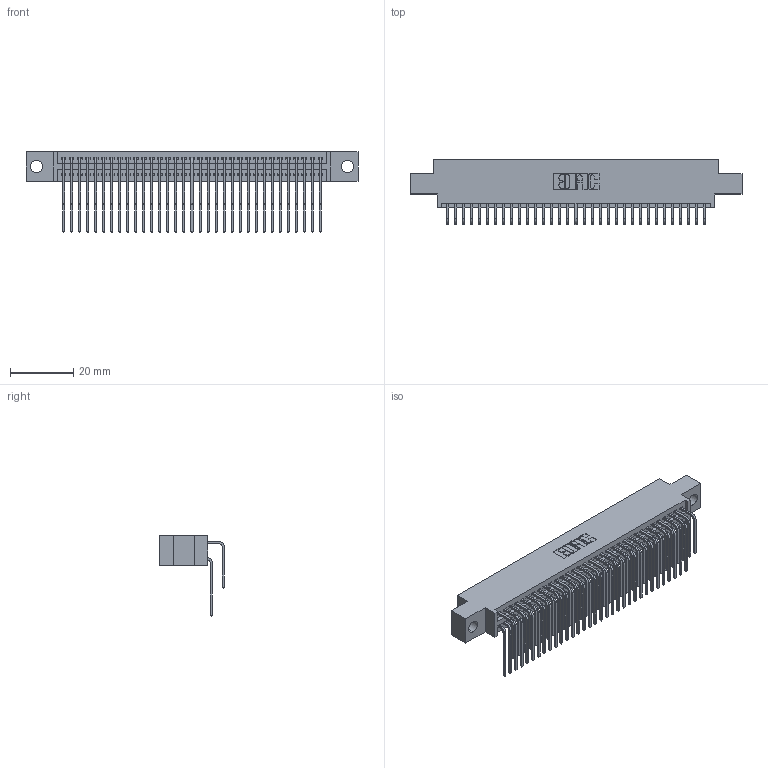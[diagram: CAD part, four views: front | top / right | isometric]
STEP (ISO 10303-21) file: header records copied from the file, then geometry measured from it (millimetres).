
FILE_DESCRIPTION (( 'STEP AP203' ), '1' );
FILE_NAME ('395-066-559-804.STEP', '2021-06-17T03:43:31', ( '' ), ( '' ), 'SwSTEP 2.0', 'SolidWorks 2020', '' );
FILE_SCHEMA (( 'CONFIG_CONTROL_DESIGN' ));
Length unit declared in the file: inch
Products named in the file (4): 345-292-001_559 Tail - 2; 345 Part_0.170 Offset - 0.156 Dia-TI; 345-292-001_558 559 Tail - 1; 395-066-559-804
Assembly tree (67 placements, depth 2):
  395-066-559-804
    345 Part_0.170 Offset - 0.156 Dia-TI
    345-292-001_558 559 Tail - 1  x33
    345-292-001_559 Tail - 2  x33
Bounding box: 105.03 x 20.56 x 25.53 mm (x, y, z)
Volume: 10280.5 mm3; surface area: 16807.4 mm2
Topology: 67 solids, 67 shells, 3576 faces, 10619 edges, 6990 vertices
Faces by surface type: plane 2408, cylinder 1168
Entity records: 29307 total; most frequent: CARTESIAN_POINT 4973, ORIENTED_EDGE 4854, DIRECTION 4367, EDGE_CURVE 2427, VECTOR 2123, LINE 2123, VERTEX_POINT 1614, AXIS2_PLACEMENT_3D 1122
